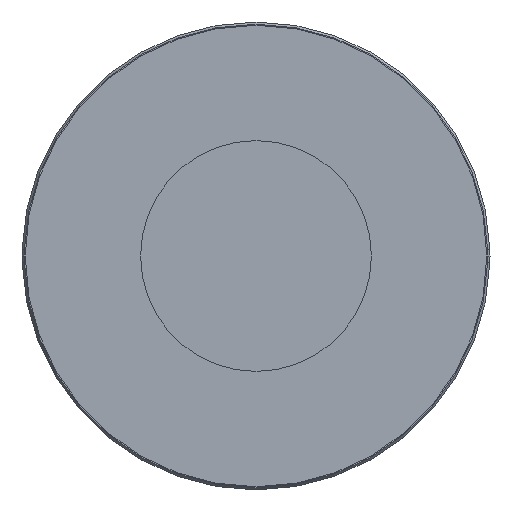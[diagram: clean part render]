
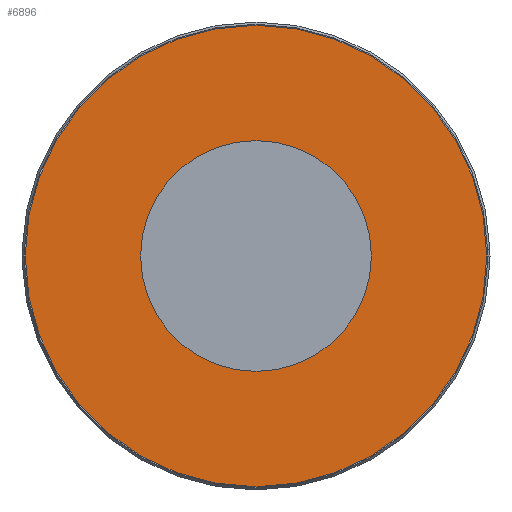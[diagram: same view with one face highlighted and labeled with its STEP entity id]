
A CAD part, left-side view. The second image highlights one B-rep face of the part: STEP entity #6896.
In plain terms, the highlighted planar face has unit normal (-1, 0, 0).
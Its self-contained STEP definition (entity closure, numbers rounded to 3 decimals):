
#338 = FACE_OUTER_BOUND ( 'NONE', #2462, .T. ) ;
#409 = ORIENTED_EDGE ( 'NONE', *, *, #544, .T. ) ;
#544 = EDGE_CURVE ( 'NONE', #5731, #1003, #4606, .T. ) ;
#613 = PLANE ( 'NONE',  #2431 ) ;
#729 = AXIS2_PLACEMENT_3D ( 'NONE', #5552, #1084, #6882 ) ;
#1003 = VERTEX_POINT ( 'NONE', #7095 ) ;
#1009 = AXIS2_PLACEMENT_3D ( 'NONE', #5582, #2927, #5430 ) ;
#1084 = DIRECTION ( 'NONE',  ( 1., 0., 0. ) ) ;
#1411 = EDGE_CURVE ( 'NONE', #5915, #6216, #6906, .T. ) ;
#1771 = DIRECTION ( 'NONE',  ( 0., 0., 1. ) ) ;
#1960 = EDGE_CURVE ( 'NONE', #6216, #5915, #8070, .T. ) ;
#2083 = CARTESIAN_POINT ( 'NONE',  ( 2105.5, 0., 1899. ) ) ;
#2139 = ORIENTED_EDGE ( 'NONE', *, *, #1960, .T. ) ;
#2431 = AXIS2_PLACEMENT_3D ( 'NONE', #3542, #4196, #5627 ) ;
#2462 = EDGE_LOOP ( 'NONE', ( #409, #5793 ) ) ;
#2812 = CARTESIAN_POINT ( 'NONE',  ( 2105.5, -50., 1899. ) ) ;
#2927 = DIRECTION ( 'NONE',  ( -1., 0., 0. ) ) ;
#3155 = AXIS2_PLACEMENT_3D ( 'NONE', #2083, #4902, #1771 ) ;
#3225 = CARTESIAN_POINT ( 'NONE',  ( 2105.5, 0., 1999. ) ) ;
#3542 = CARTESIAN_POINT ( 'NONE',  ( 2105.5, 0., 1899. ) ) ;
#3745 = AXIS2_PLACEMENT_3D ( 'NONE', #3988, #7207, #5302 ) ;
#3988 = CARTESIAN_POINT ( 'NONE',  ( 2105.5, 0., 1899. ) ) ;
#4064 = EDGE_LOOP ( 'NONE', ( #4458, #2139 ) ) ;
#4196 = DIRECTION ( 'NONE',  ( -1., 0., 0. ) ) ;
#4458 = ORIENTED_EDGE ( 'NONE', *, *, #1411, .T. ) ;
#4463 = CARTESIAN_POINT ( 'NONE',  ( 2105.5, 50., 1899. ) ) ;
#4606 = CIRCLE ( 'NONE', #3155, 100. ) ;
#4902 = DIRECTION ( 'NONE',  ( -1., 0., 0. ) ) ;
#5302 = DIRECTION ( 'NONE',  ( 0., 1., 0. ) ) ;
#5430 = DIRECTION ( 'NONE',  ( 0., 0., 1. ) ) ;
#5552 = CARTESIAN_POINT ( 'NONE',  ( 2105.5, 0., 1899. ) ) ;
#5582 = CARTESIAN_POINT ( 'NONE',  ( 2105.5, 0., 1899. ) ) ;
#5627 = DIRECTION ( 'NONE',  ( 0., 0., 1. ) ) ;
#5731 = VERTEX_POINT ( 'NONE', #3225 ) ;
#5793 = ORIENTED_EDGE ( 'NONE', *, *, #7242, .T. ) ;
#5915 = VERTEX_POINT ( 'NONE', #4463 ) ;
#5983 = CIRCLE ( 'NONE', #1009, 100. ) ;
#6216 = VERTEX_POINT ( 'NONE', #2812 ) ;
#6882 = DIRECTION ( 'NONE',  ( 0., 1., 0. ) ) ;
#6896 = ADVANCED_FACE ( 'NONE', ( #7254, #338 ), #613, .T. ) ;
#6906 = CIRCLE ( 'NONE', #729, 50. ) ;
#7095 = CARTESIAN_POINT ( 'NONE',  ( 2105.5, 0., 1799. ) ) ;
#7207 = DIRECTION ( 'NONE',  ( 1., 0., 0. ) ) ;
#7242 = EDGE_CURVE ( 'NONE', #1003, #5731, #5983, .T. ) ;
#7254 = FACE_BOUND ( 'NONE', #4064, .T. ) ;
#8070 = CIRCLE ( 'NONE', #3745, 50. ) ;
